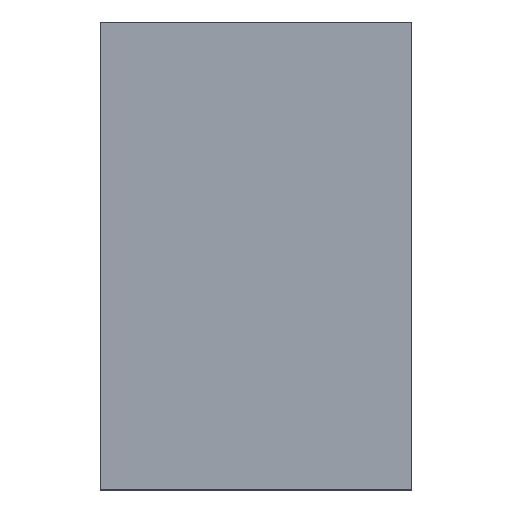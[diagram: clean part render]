
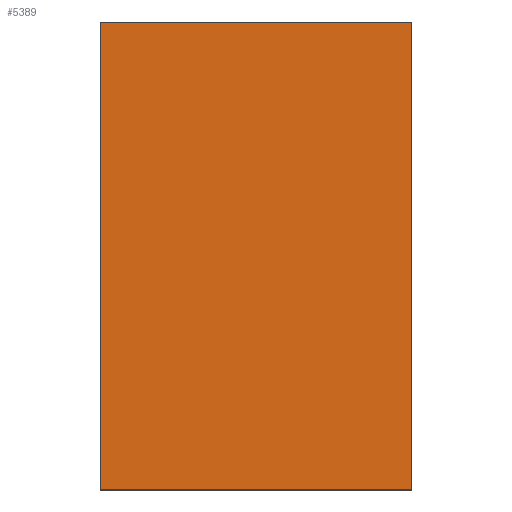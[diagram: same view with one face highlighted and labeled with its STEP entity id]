
A CAD part, top view. The second image highlights one B-rep face of the part: STEP entity #5389.
In plain terms, the highlighted planar face has unit normal (0, 0, 1).
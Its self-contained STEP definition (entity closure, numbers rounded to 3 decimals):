
#950=ORIENTED_EDGE('',*,*,#2117,.T.);
#951=ORIENTED_EDGE('',*,*,#2121,.T.);
#952=ORIENTED_EDGE('',*,*,#2124,.T.);
#953=ORIENTED_EDGE('',*,*,#2126,.T.);
#2117=EDGE_CURVE('',#2775,#2774,#3385,.T.);
#2121=EDGE_CURVE('',#2774,#2777,#3389,.T.);
#2124=EDGE_CURVE('',#2777,#2779,#3392,.T.);
#2126=EDGE_CURVE('',#2779,#2775,#3394,.T.);
#2774=VERTEX_POINT('',#9122);
#2775=VERTEX_POINT('',#9124);
#2777=VERTEX_POINT('',#9130);
#2779=VERTEX_POINT('',#9136);
#3385=LINE('',#9123,#4087);
#3389=LINE('',#9131,#4091);
#3392=LINE('',#9137,#4094);
#3394=LINE('',#9140,#4096);
#4087=VECTOR('',#7609,1000.);
#4091=VECTOR('',#7615,1000.);
#4094=VECTOR('',#7620,1000.);
#4096=VECTOR('',#7624,1000.);
#4592=EDGE_LOOP('',(#950,#951,#952,#953));
#4888=FACE_BOUND('',#4592,.T.);
#5139=PLANE('',#6743);
#5389=ADVANCED_FACE('',(#4888),#5139,.T.);
#6743=AXIS2_PLACEMENT_3D('',#9142,#7627,#7628);
#7609=DIRECTION('',(-1.,0.,0.));
#7615=DIRECTION('',(0.,-1.,0.));
#7620=DIRECTION('',(1.,0.,0.));
#7624=DIRECTION('',(0.,1.,0.));
#7627=DIRECTION('',(0.,0.,1.));
#7628=DIRECTION('',(1.,0.,0.));
#9122=CARTESIAN_POINT('',(-1.,1.5,0.56));
#9123=CARTESIAN_POINT('',(1.,1.5,0.56));
#9124=CARTESIAN_POINT('',(1.,1.5,0.56));
#9130=CARTESIAN_POINT('',(-1.,-1.5,0.56));
#9131=CARTESIAN_POINT('',(-1.,1.5,0.56));
#9136=CARTESIAN_POINT('',(1.,-1.5,0.56));
#9137=CARTESIAN_POINT('',(-1.,-1.5,0.56));
#9140=CARTESIAN_POINT('',(1.,-1.5,0.56));
#9142=CARTESIAN_POINT('',(0.,0.,0.56));
